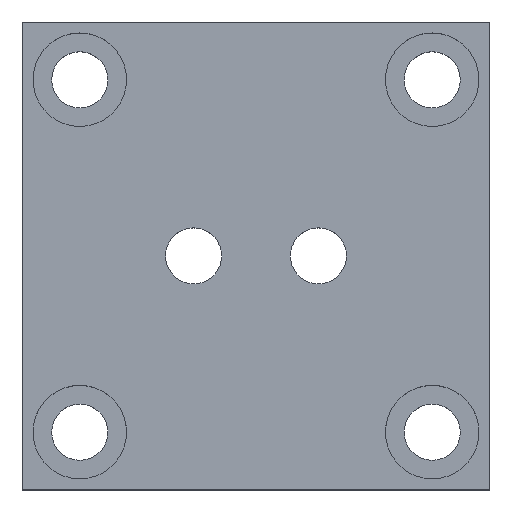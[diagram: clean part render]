
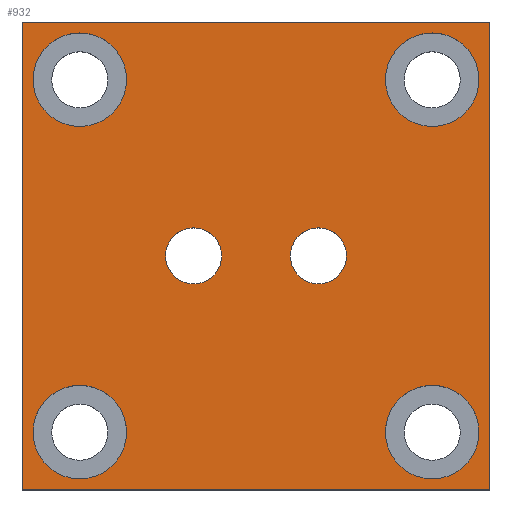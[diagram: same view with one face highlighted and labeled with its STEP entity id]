
A CAD part, top view. The second image highlights one B-rep face of the part: STEP entity #932.
In plain terms, the highlighted planar face has unit normal (0, 0, 1).
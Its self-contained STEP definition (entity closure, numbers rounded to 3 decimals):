
#1 = FACE_BOUND ( 'NONE', #135, .T. ) ;
#5 = EDGE_LOOP ( 'NONE', ( #330, #913 ) ) ;
#25 = FACE_OUTER_BOUND ( 'NONE', #516, .T. ) ;
#32 = EDGE_CURVE ( 'NONE', #1011, #459, #69, .T. ) ;
#42 = CARTESIAN_POINT ( 'NONE',  ( -28.25, -28.25, 20. ) ) ;
#50 = DIRECTION ( 'NONE',  ( 0., 1., 0. ) ) ;
#62 = DIRECTION ( 'NONE',  ( 1., 0., 0. ) ) ;
#69 = CIRCLE ( 'NONE', #717, 7.5 ) ;
#72 = EDGE_LOOP ( 'NONE', ( #1026, #959 ) ) ;
#75 = ORIENTED_EDGE ( 'NONE', *, *, #510, .F. ) ;
#79 = AXIS2_PLACEMENT_3D ( 'NONE', #614, #342, #62 ) ;
#85 = AXIS2_PLACEMENT_3D ( 'NONE', #738, #395, #211 ) ;
#94 = DIRECTION ( 'NONE',  ( 0., 0., 1. ) ) ;
#103 = AXIS2_PLACEMENT_3D ( 'NONE', #42, #127, #763 ) ;
#105 = CARTESIAN_POINT ( 'NONE',  ( 28.25, 28.25, 20. ) ) ;
#121 = CARTESIAN_POINT ( 'NONE',  ( -28.25, -28.25, 20. ) ) ;
#125 = LINE ( 'NONE', #492, #813 ) ;
#127 = DIRECTION ( 'NONE',  ( 0., 0., 1. ) ) ;
#132 = ORIENTED_EDGE ( 'NONE', *, *, #954, .F. ) ;
#134 = EDGE_CURVE ( 'NONE', #1138, #487, #348, .T. ) ;
#135 = EDGE_LOOP ( 'NONE', ( #132, #370 ) ) ;
#136 = CARTESIAN_POINT ( 'NONE',  ( 10., 0., 20. ) ) ;
#138 = CARTESIAN_POINT ( 'NONE',  ( 10., 0., 20. ) ) ;
#152 = CARTESIAN_POINT ( 'NONE',  ( -20.75, -28.25, 20. ) ) ;
#158 = CIRCLE ( 'NONE', #632, 7.5 ) ;
#165 = ORIENTED_EDGE ( 'NONE', *, *, #713, .F. ) ;
#183 = DIRECTION ( 'NONE',  ( 1., 0., 0. ) ) ;
#205 = ORIENTED_EDGE ( 'NONE', *, *, #1088, .F. ) ;
#211 = DIRECTION ( 'NONE',  ( 1., 0., 0. ) ) ;
#228 = CIRCLE ( 'NONE', #79, 7.5 ) ;
#241 = DIRECTION ( 'NONE',  ( 1., 0., 0. ) ) ;
#271 = DIRECTION ( 'NONE',  ( 0., 0., 1. ) ) ;
#303 = LINE ( 'NONE', #599, #739 ) ;
#317 = AXIS2_PLACEMENT_3D ( 'NONE', #683, #952, #600 ) ;
#328 = DIRECTION ( 'NONE',  ( 1., 0., 0. ) ) ;
#329 = CARTESIAN_POINT ( 'NONE',  ( 37.5, 37.5, 20. ) ) ;
#330 = ORIENTED_EDGE ( 'NONE', *, *, #1091, .F. ) ;
#340 = EDGE_CURVE ( 'NONE', #459, #1011, #158, .T. ) ;
#342 = DIRECTION ( 'NONE',  ( 0., 0., 1. ) ) ;
#348 = CIRCLE ( 'NONE', #781, 7.5 ) ;
#370 = ORIENTED_EDGE ( 'NONE', *, *, #134, .F. ) ;
#373 = CARTESIAN_POINT ( 'NONE',  ( 37.5, 37.5, 20. ) ) ;
#376 = CARTESIAN_POINT ( 'NONE',  ( 14.5, 0., 20. ) ) ;
#382 = EDGE_LOOP ( 'NONE', ( #205, #431 ) ) ;
#386 = AXIS2_PLACEMENT_3D ( 'NONE', #802, #271, #621 ) ;
#395 = DIRECTION ( 'NONE',  ( 0., 0., 1. ) ) ;
#419 = DIRECTION ( 'NONE',  ( 1., 0., 0. ) ) ;
#422 = CIRCLE ( 'NONE', #623, 7.5 ) ;
#430 = VERTEX_POINT ( 'NONE', #976 ) ;
#431 = ORIENTED_EDGE ( 'NONE', *, *, #534, .F. ) ;
#442 = EDGE_LOOP ( 'NONE', ( #731, #805 ) ) ;
#452 = CIRCLE ( 'NONE', #724, 7.5 ) ;
#459 = VERTEX_POINT ( 'NONE', #982 ) ;
#464 = DIRECTION ( 'NONE',  ( 0., 0., 1. ) ) ;
#470 = DIRECTION ( 'NONE',  ( 1., 0., 0. ) ) ;
#481 = CIRCLE ( 'NONE', #1115, 4.5 ) ;
#487 = VERTEX_POINT ( 'NONE', #799 ) ;
#492 = CARTESIAN_POINT ( 'NONE',  ( 37.5, -37.5, 20. ) ) ;
#506 = CARTESIAN_POINT ( 'NONE',  ( 28.25, -28.25, 20. ) ) ;
#510 = EDGE_CURVE ( 'NONE', #911, #842, #787, .T. ) ;
#516 = EDGE_LOOP ( 'NONE', ( #681, #962, #1084, #1150 ) ) ;
#525 = DIRECTION ( 'NONE',  ( 0., 0., 1. ) ) ;
#528 = VERTEX_POINT ( 'NONE', #661 ) ;
#529 = VERTEX_POINT ( 'NONE', #919 ) ;
#531 = CARTESIAN_POINT ( 'NONE',  ( -35.75, 28.25, 20. ) ) ;
#534 = EDGE_CURVE ( 'NONE', #1039, #430, #699, .T. ) ;
#540 = VERTEX_POINT ( 'NONE', #376 ) ;
#580 = CARTESIAN_POINT ( 'NONE',  ( -5.5, 0., 20. ) ) ;
#599 = CARTESIAN_POINT ( 'NONE',  ( 37.5, -37.5, 20. ) ) ;
#600 = DIRECTION ( 'NONE',  ( 1., 0., 0. ) ) ;
#602 = VECTOR ( 'NONE', #951, 1000. ) ;
#614 = CARTESIAN_POINT ( 'NONE',  ( -28.25, 28.25, 20. ) ) ;
#621 = DIRECTION ( 'NONE',  ( 1., 0., 0. ) ) ;
#623 = AXIS2_PLACEMENT_3D ( 'NONE', #633, #464, #631 ) ;
#625 = DIRECTION ( 'NONE',  ( 0., 0., 1. ) ) ;
#631 = DIRECTION ( 'NONE',  ( 1., 0., 0. ) ) ;
#632 = AXIS2_PLACEMENT_3D ( 'NONE', #506, #935, #754 ) ;
#633 = CARTESIAN_POINT ( 'NONE',  ( 28.25, 28.25, 20. ) ) ;
#637 = EDGE_CURVE ( 'NONE', #540, #1095, #481, .T. ) ;
#658 = FACE_BOUND ( 'NONE', #72, .T. ) ;
#659 = EDGE_CURVE ( 'NONE', #529, #946, #303, .T. ) ;
#661 = CARTESIAN_POINT ( 'NONE',  ( -37.5, -37.5, 20. ) ) ;
#669 = DIRECTION ( 'NONE',  ( 0., 0., 1. ) ) ;
#674 = FACE_BOUND ( 'NONE', #382, .T. ) ;
#681 = ORIENTED_EDGE ( 'NONE', *, *, #1149, .T. ) ;
#683 = CARTESIAN_POINT ( 'NONE',  ( -10., 0., 20. ) ) ;
#699 = CIRCLE ( 'NONE', #85, 4.5 ) ;
#700 = CARTESIAN_POINT ( 'NONE',  ( -35.75, -28.25, 20. ) ) ;
#711 = FACE_BOUND ( 'NONE', #5, .T. ) ;
#713 = EDGE_CURVE ( 'NONE', #842, #911, #1019, .T. ) ;
#717 = AXIS2_PLACEMENT_3D ( 'NONE', #1157, #625, #183 ) ;
#724 = AXIS2_PLACEMENT_3D ( 'NONE', #860, #525, #328 ) ;
#731 = ORIENTED_EDGE ( 'NONE', *, *, #814, .F. ) ;
#738 = CARTESIAN_POINT ( 'NONE',  ( -10., 0., 20. ) ) ;
#739 = VECTOR ( 'NONE', #50, 1000. ) ;
#742 = DIRECTION ( 'NONE',  ( 1., 0., 0. ) ) ;
#743 = VERTEX_POINT ( 'NONE', #1141 ) ;
#753 = VECTOR ( 'NONE', #1040, 1000. ) ;
#754 = DIRECTION ( 'NONE',  ( 1., 0., 0. ) ) ;
#760 = DIRECTION ( 'NONE',  ( 0., 0., 1. ) ) ;
#763 = DIRECTION ( 'NONE',  ( 1., 0., 0. ) ) ;
#778 = VERTEX_POINT ( 'NONE', #531 ) ;
#781 = AXIS2_PLACEMENT_3D ( 'NONE', #105, #992, #470 ) ;
#785 = LINE ( 'NONE', #1127, #753 ) ;
#787 = CIRCLE ( 'NONE', #936, 7.5 ) ;
#799 = CARTESIAN_POINT ( 'NONE',  ( 35.75, 28.25, 20. ) ) ;
#802 = CARTESIAN_POINT ( 'NONE',  ( 0., 0., 20. ) ) ;
#805 = ORIENTED_EDGE ( 'NONE', *, *, #1122, .F. ) ;
#811 = DIRECTION ( 'NONE',  ( 1., 0., 0. ) ) ;
#813 = VECTOR ( 'NONE', #742, 1000. ) ;
#814 = EDGE_CURVE ( 'NONE', #858, #778, #228, .T. ) ;
#819 = EDGE_LOOP ( 'NONE', ( #165, #75 ) ) ;
#842 = VERTEX_POINT ( 'NONE', #152 ) ;
#854 = EDGE_CURVE ( 'NONE', #946, #743, #1145, .T. ) ;
#856 = CARTESIAN_POINT ( 'NONE',  ( 20.75, 28.25, 20. ) ) ;
#858 = VERTEX_POINT ( 'NONE', #859 ) ;
#859 = CARTESIAN_POINT ( 'NONE',  ( -20.75, 28.25, 20. ) ) ;
#860 = CARTESIAN_POINT ( 'NONE',  ( -28.25, 28.25, 20. ) ) ;
#890 = FACE_BOUND ( 'NONE', #442, .T. ) ;
#905 = CIRCLE ( 'NONE', #1148, 4.5 ) ;
#911 = VERTEX_POINT ( 'NONE', #700 ) ;
#913 = ORIENTED_EDGE ( 'NONE', *, *, #637, .F. ) ;
#919 = CARTESIAN_POINT ( 'NONE',  ( 37.5, -37.5, 20. ) ) ;
#932 = ADVANCED_FACE ( 'NONE', ( #1, #658, #1105, #890, #711, #25, #674 ), #1074, .T. ) ;
#935 = DIRECTION ( 'NONE',  ( 0., 0., 1. ) ) ;
#936 = AXIS2_PLACEMENT_3D ( 'NONE', #121, #94, #811 ) ;
#946 = VERTEX_POINT ( 'NONE', #373 ) ;
#951 = DIRECTION ( 'NONE',  ( -1., 0., 0. ) ) ;
#952 = DIRECTION ( 'NONE',  ( 0., 0., 1. ) ) ;
#954 = EDGE_CURVE ( 'NONE', #487, #1138, #422, .T. ) ;
#959 = ORIENTED_EDGE ( 'NONE', *, *, #340, .F. ) ;
#962 = ORIENTED_EDGE ( 'NONE', *, *, #1032, .T. ) ;
#976 = CARTESIAN_POINT ( 'NONE',  ( -14.5, 0., 20. ) ) ;
#982 = CARTESIAN_POINT ( 'NONE',  ( 20.75, -28.25, 20. ) ) ;
#992 = DIRECTION ( 'NONE',  ( 0., 0., 1. ) ) ;
#1011 = VERTEX_POINT ( 'NONE', #1098 ) ;
#1019 = CIRCLE ( 'NONE', #103, 7.5 ) ;
#1024 = CARTESIAN_POINT ( 'NONE',  ( 5.5, 0., 20. ) ) ;
#1026 = ORIENTED_EDGE ( 'NONE', *, *, #32, .F. ) ;
#1032 = EDGE_CURVE ( 'NONE', #528, #529, #125, .T. ) ;
#1039 = VERTEX_POINT ( 'NONE', #580 ) ;
#1040 = DIRECTION ( 'NONE',  ( 0., -1., 0. ) ) ;
#1074 = PLANE ( 'NONE',  #386 ) ;
#1084 = ORIENTED_EDGE ( 'NONE', *, *, #659, .T. ) ;
#1088 = EDGE_CURVE ( 'NONE', #430, #1039, #1143, .T. ) ;
#1091 = EDGE_CURVE ( 'NONE', #1095, #540, #905, .T. ) ;
#1095 = VERTEX_POINT ( 'NONE', #1024 ) ;
#1098 = CARTESIAN_POINT ( 'NONE',  ( 35.75, -28.25, 20. ) ) ;
#1105 = FACE_BOUND ( 'NONE', #819, .T. ) ;
#1115 = AXIS2_PLACEMENT_3D ( 'NONE', #136, #669, #419 ) ;
#1122 = EDGE_CURVE ( 'NONE', #778, #858, #452, .T. ) ;
#1127 = CARTESIAN_POINT ( 'NONE',  ( -37.5, -37.5, 20. ) ) ;
#1138 = VERTEX_POINT ( 'NONE', #856 ) ;
#1141 = CARTESIAN_POINT ( 'NONE',  ( -37.5, 37.5, 20. ) ) ;
#1143 = CIRCLE ( 'NONE', #317, 4.5 ) ;
#1145 = LINE ( 'NONE', #329, #602 ) ;
#1148 = AXIS2_PLACEMENT_3D ( 'NONE', #138, #760, #241 ) ;
#1149 = EDGE_CURVE ( 'NONE', #743, #528, #785, .T. ) ;
#1150 = ORIENTED_EDGE ( 'NONE', *, *, #854, .T. ) ;
#1157 = CARTESIAN_POINT ( 'NONE',  ( 28.25, -28.25, 20. ) ) ;
